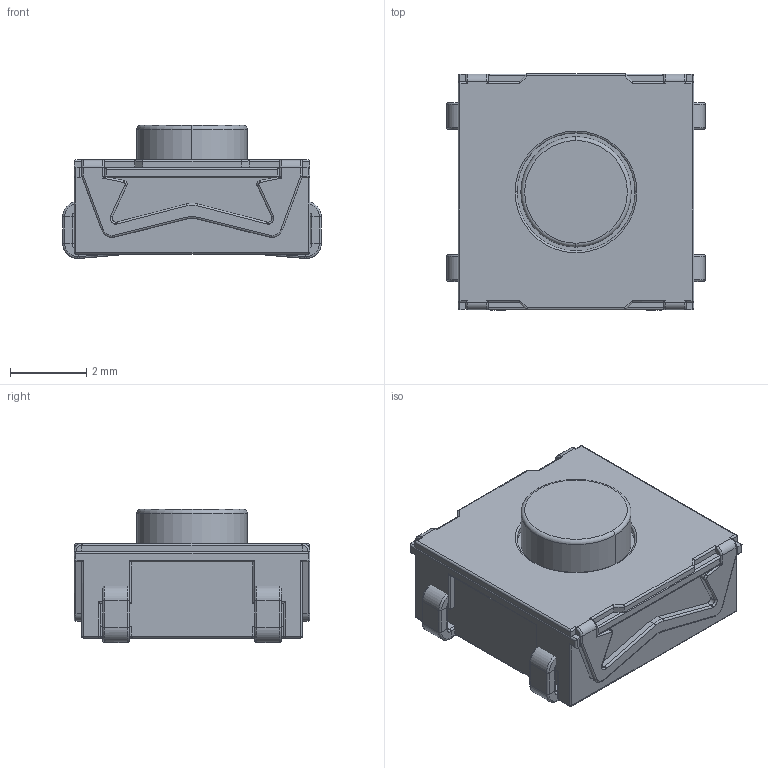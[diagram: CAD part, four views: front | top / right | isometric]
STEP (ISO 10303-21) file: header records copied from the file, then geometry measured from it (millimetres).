
FILE_DESCRIPTION (( 'STEP AP214' ), '1' );
FILE_NAME ('User Library-KSC241J.STEP', '2018-11-16T04:00:20', ( '' ), ( '' ), 'SwSTEP 2.0', 'SolidWorks 2018', '' );
FILE_SCHEMA (( 'AUTOMOTIVE_DESIGN' ));
Length unit declared in the file: millimetre
Products named in the file (5): User Library-KSC241J_Button; User Library-KSC241J_lid; User Library-KSC241J; User Library-KSC241J_Part2; User Library-KSC241J_top
Assembly tree (5 placements, depth 2):
  User Library-KSC241J
    User Library-KSC241J_lid
    User Library-KSC241J_Part2  x2
    User Library-KSC241J_top
    User Library-KSC241J_Button
Bounding box: 6.8 x 6.2 x 3.5 mm (x, y, z)
Volume: 97.3 mm3; surface area: 291.3 mm2
Topology: 5 solids, 5 shells, 462 faces, 1059 edges, 592 vertices
Faces by surface type: cylinder 203, plane 174, torus 74, sphere 11
Entity records: 10730 total; most frequent: CARTESIAN_POINT 1985, DIRECTION 1869, ORIENTED_EDGE 1760, EDGE_CURVE 880, AXIS2_PLACEMENT_3D 670, VECTOR 529, LINE 529, VERTEX_POINT 502
